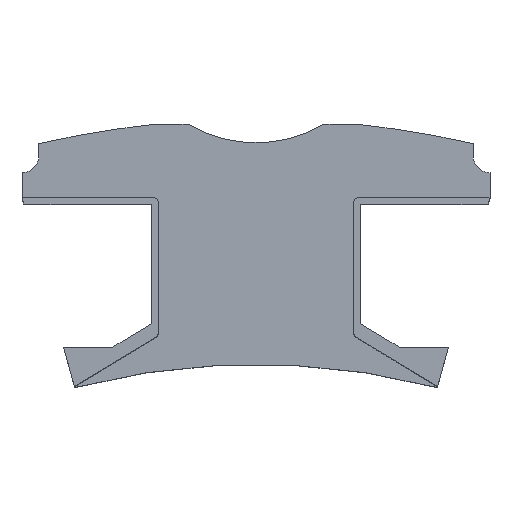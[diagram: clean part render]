
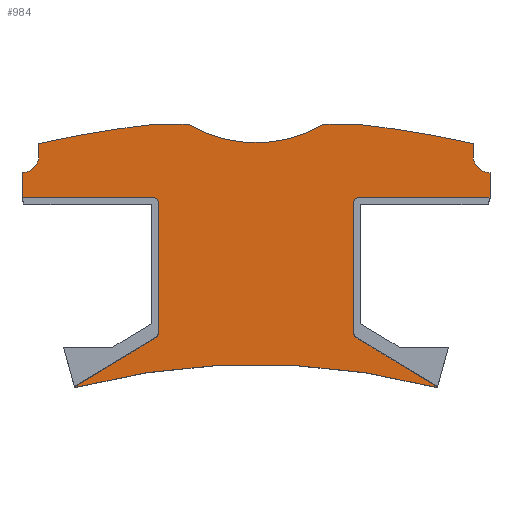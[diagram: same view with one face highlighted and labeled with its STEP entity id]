
A CAD part, top view. The second image highlights one B-rep face of the part: STEP entity #984.
In plain terms, the highlighted planar face has unit normal (0, 0, 1).
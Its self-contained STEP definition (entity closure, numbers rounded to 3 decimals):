
#54=CARTESIAN_POINT('',(-6.15,52.5,0.));
#55=DIRECTION('',(0.,0.,-1.));
#56=DIRECTION('',(0.,1.,0.));
#57=AXIS2_PLACEMENT_3D('',#54,#55,#56);
#63=DIRECTION('',(0.,-1.,0.));
#64=VECTOR('',#63,7.816);
#65=CARTESIAN_POINT('',(-5.85,52.5,0.));
#66=LINE('',#65,#64);
#75=DIRECTION('',(-1.,0.,0.));
#76=VECTOR('',#75,2.);
#77=CARTESIAN_POINT('',(6.064,57.209,0.));
#78=LINE('',#77,#76);
#79=CARTESIAN_POINT('',(0.,0.,0.));
#80=DIRECTION('',(0.,0.,-1.));
#81=DIRECTION('',(0.105,0.994,0.));
#82=AXIS2_PLACEMENT_3D('',#79,#80,#81);
#84=DIRECTION('',(0.,1.,0.));
#85=VECTOR('',#84,0.741);
#86=CARTESIAN_POINT('',(13.,55.3,0.));
#87=LINE('',#86,#85);
#88=DIRECTION('',(0.,-1.,0.));
#89=VECTOR('',#88,1.5);
#90=CARTESIAN_POINT('',(14.,54.3,0.));
#91=LINE('',#90,#89);
#92=DIRECTION('',(-0.268,-0.964,0.));
#93=VECTOR('',#92,0.04);
#94=CARTESIAN_POINT('',(10.86,41.492,0.));
#95=LINE('',#94,#93);
#96=CARTESIAN_POINT('',(0.,0.,0.));
#97=DIRECTION('',(0.,0.,1.));
#98=DIRECTION('',(0.253,0.967,0.));
#99=AXIS2_PLACEMENT_3D('',#96,#97,#98);
#101=DIRECTION('',(-0.268,0.964,0.));
#102=VECTOR('',#101,0.04);
#103=CARTESIAN_POINT('',(-10.85,41.454,0.));
#104=LINE('',#103,#102);
#105=DIRECTION('',(0.,1.,0.));
#106=VECTOR('',#105,1.5);
#107=CARTESIAN_POINT('',(-14.,52.8,0.));
#108=LINE('',#107,#106);
#109=DIRECTION('',(0.,-1.,0.));
#110=VECTOR('',#109,0.741);
#111=CARTESIAN_POINT('',(-13.,56.041,0.));
#112=LINE('',#111,#110);
#113=CARTESIAN_POINT('',(0.,0.,0.));
#114=DIRECTION('',(0.,0.,-1.));
#115=DIRECTION('',(-0.226,0.974,0.));
#116=AXIS2_PLACEMENT_3D('',#113,#114,#115);
#118=DIRECTION('',(-1.,0.,0.));
#119=VECTOR('',#118,2.);
#120=CARTESIAN_POINT('',(-4.064,57.209,0.));
#121=LINE('',#120,#119);
#122=CARTESIAN_POINT('',(0.,64.1,0.));
#123=DIRECTION('',(0.,0.,-1.));
#124=DIRECTION('',(0.508,-0.861,0.));
#125=AXIS2_PLACEMENT_3D('',#122,#123,#124);
#260=CARTESIAN_POINT('',(-14.,55.3,0.));
#261=DIRECTION('',(0.,0.,-1.));
#262=DIRECTION('',(1.,0.,0.));
#263=AXIS2_PLACEMENT_3D('',#260,#261,#262);
#440=DIRECTION('',(-0.856,-0.517,0.));
#441=VECTOR('',#440,5.682);
#442=CARTESIAN_POINT('',(-5.995,44.427,0.));
#443=LINE('',#442,#441);
#452=CARTESIAN_POINT('',(-6.15,44.684,0.));
#453=DIRECTION('',(0.,0.,-1.));
#454=DIRECTION('',(1.,0.,0.));
#455=AXIS2_PLACEMENT_3D('',#452,#453,#454);
#494=DIRECTION('',(-0.856,0.517,0.));
#495=VECTOR('',#494,5.682);
#496=CARTESIAN_POINT('',(10.86,41.492,0.));
#497=LINE('',#496,#495);
#498=CARTESIAN_POINT('',(6.15,44.684,0.));
#499=DIRECTION('',(0.,0.,-1.));
#500=DIRECTION('',(-0.517,-0.856,0.));
#501=AXIS2_PLACEMENT_3D('',#498,#499,#500);
#515=DIRECTION('',(0.,1.,0.));
#516=VECTOR('',#515,7.816);
#517=CARTESIAN_POINT('',(5.85,44.684,0.));
#518=LINE('',#517,#516);
#519=CARTESIAN_POINT('',(6.15,52.5,0.));
#520=DIRECTION('',(0.,0.,-1.));
#521=DIRECTION('',(-1.,0.,0.));
#522=AXIS2_PLACEMENT_3D('',#519,#520,#521);
#528=DIRECTION('',(1.,0.,0.));
#529=VECTOR('',#528,7.85);
#530=CARTESIAN_POINT('',(6.15,52.8,0.));
#531=LINE('',#530,#529);
#553=CARTESIAN_POINT('',(14.,55.3,0.));
#554=DIRECTION('',(0.,0.,-1.));
#555=DIRECTION('',(0.,-1.,0.));
#556=AXIS2_PLACEMENT_3D('',#553,#554,#555);
#638=DIRECTION('',(1.,0.,0.));
#639=VECTOR('',#638,7.85);
#640=CARTESIAN_POINT('',(-14.,52.8,0.));
#641=LINE('',#640,#639);
#654=CARTESIAN_POINT('',(-14.,52.8,0.));
#655=VERTEX_POINT('',#654);
#656=CARTESIAN_POINT('',(-10.86,41.492,0.));
#658=VERTEX_POINT('',#656);
#660=CARTESIAN_POINT('',(14.,52.8,0.));
#661=VERTEX_POINT('',#660);
#662=CARTESIAN_POINT('',(10.86,41.492,0.));
#664=VERTEX_POINT('',#662);
#666=CARTESIAN_POINT('',(10.85,41.454,0.));
#667=VERTEX_POINT('',#666);
#668=CARTESIAN_POINT('',(-10.85,41.454,0.));
#669=VERTEX_POINT('',#668);
#770=CARTESIAN_POINT('',(13.,56.041,0.));
#772=VERTEX_POINT('',#770);
#774=CARTESIAN_POINT('',(-13.,56.041,0.));
#776=VERTEX_POINT('',#774);
#779=CARTESIAN_POINT('',(13.,55.3,0.));
#781=VERTEX_POINT('',#779);
#783=CARTESIAN_POINT('',(14.,54.3,0.));
#785=VERTEX_POINT('',#783);
#787=CARTESIAN_POINT('',(-14.,54.3,0.));
#789=VERTEX_POINT('',#787);
#791=CARTESIAN_POINT('',(-13.,55.3,0.));
#793=VERTEX_POINT('',#791);
#794=CARTESIAN_POINT('',(6.064,57.209,0.));
#795=CARTESIAN_POINT('',(4.064,57.209,0.));
#796=VERTEX_POINT('',#794);
#797=VERTEX_POINT('',#795);
#798=CARTESIAN_POINT('',(-4.064,57.209,0.));
#799=CARTESIAN_POINT('',(-6.064,57.209,0.));
#800=VERTEX_POINT('',#798);
#801=VERTEX_POINT('',#799);
#811=CARTESIAN_POINT('',(-5.85,52.5,0.));
#813=VERTEX_POINT('',#811);
#816=CARTESIAN_POINT('',(-6.15,52.8,0.));
#817=VERTEX_POINT('',#816);
#819=CARTESIAN_POINT('',(-5.995,44.427,0.));
#821=VERTEX_POINT('',#819);
#824=CARTESIAN_POINT('',(-5.85,44.684,0.));
#825=VERTEX_POINT('',#824);
#827=CARTESIAN_POINT('',(6.15,52.8,0.));
#829=VERTEX_POINT('',#827);
#832=CARTESIAN_POINT('',(5.85,52.5,0.));
#833=VERTEX_POINT('',#832);
#835=CARTESIAN_POINT('',(5.85,44.684,0.));
#837=VERTEX_POINT('',#835);
#840=CARTESIAN_POINT('',(5.995,44.427,0.));
#841=VERTEX_POINT('',#840);
#931=CARTESIAN_POINT('',(0.,0.,0.));
#932=DIRECTION('',(0.,0.,-1.));
#933=DIRECTION('',(-1.,0.,0.));
#934=AXIS2_PLACEMENT_3D('',#931,#932,#933);
#935=PLANE('',#934);
#937=ORIENTED_EDGE('',*,*,#936,.F.);
#939=ORIENTED_EDGE('',*,*,#938,.T.);
#941=ORIENTED_EDGE('',*,*,#940,.F.);
#943=ORIENTED_EDGE('',*,*,#942,.F.);
#945=ORIENTED_EDGE('',*,*,#944,.T.);
#947=ORIENTED_EDGE('',*,*,#946,.F.);
#949=ORIENTED_EDGE('',*,*,#948,.F.);
#951=ORIENTED_EDGE('',*,*,#950,.F.);
#953=ORIENTED_EDGE('',*,*,#952,.F.);
#955=ORIENTED_EDGE('',*,*,#954,.F.);
#957=ORIENTED_EDGE('',*,*,#956,.T.);
#959=ORIENTED_EDGE('',*,*,#958,.T.);
#961=ORIENTED_EDGE('',*,*,#960,.T.);
#963=ORIENTED_EDGE('',*,*,#962,.F.);
#965=ORIENTED_EDGE('',*,*,#964,.F.);
#966=ORIENTED_EDGE('',*,*,#923,.F.);
#967=ORIENTED_EDGE('',*,*,#912,.F.);
#969=ORIENTED_EDGE('',*,*,#968,.F.);
#971=ORIENTED_EDGE('',*,*,#970,.T.);
#973=ORIENTED_EDGE('',*,*,#972,.F.);
#975=ORIENTED_EDGE('',*,*,#974,.F.);
#977=ORIENTED_EDGE('',*,*,#976,.T.);
#979=ORIENTED_EDGE('',*,*,#978,.F.);
#981=ORIENTED_EDGE('',*,*,#980,.F.);
#982=EDGE_LOOP('',(#937,#939,#941,#943,#945,#947,#949,#951,#953,#955,#957,#959,
#961,#963,#965,#966,#967,#969,#971,#973,#975,#977,#979,#981));
#983=FACE_OUTER_BOUND('',#982,.F.);
#984=ADVANCED_FACE('',(#983),#935,.F.);
#58=CIRCLE('',#57,0.3);
#83=CIRCLE('',#82,57.529);
#100=CIRCLE('',#99,42.85);
#117=CIRCLE('',#116,57.529);
#126=CIRCLE('',#125,8.);
#264=CIRCLE('',#263,1.);
#456=CIRCLE('',#455,0.3);
#502=CIRCLE('',#501,0.3);
#523=CIRCLE('',#522,0.3);
#557=CIRCLE('',#556,1.);
#912=EDGE_CURVE('',#817,#813,#58,.T.);
#923=EDGE_CURVE('',#813,#825,#66,.T.);
#936=EDGE_CURVE('',#796,#797,#78,.T.);
#938=EDGE_CURVE('',#796,#772,#83,.T.);
#940=EDGE_CURVE('',#781,#772,#87,.T.);
#942=EDGE_CURVE('',#785,#781,#557,.T.);
#944=EDGE_CURVE('',#785,#661,#91,.T.);
#946=EDGE_CURVE('',#829,#661,#531,.T.);
#948=EDGE_CURVE('',#833,#829,#523,.T.);
#950=EDGE_CURVE('',#837,#833,#518,.T.);
#952=EDGE_CURVE('',#841,#837,#502,.T.);
#954=EDGE_CURVE('',#664,#841,#497,.T.);
#956=EDGE_CURVE('',#664,#667,#95,.T.);
#958=EDGE_CURVE('',#667,#669,#100,.T.);
#960=EDGE_CURVE('',#669,#658,#104,.T.);
#962=EDGE_CURVE('',#821,#658,#443,.T.);
#964=EDGE_CURVE('',#825,#821,#456,.T.);
#968=EDGE_CURVE('',#655,#817,#641,.T.);
#970=EDGE_CURVE('',#655,#789,#108,.T.);
#972=EDGE_CURVE('',#793,#789,#264,.T.);
#974=EDGE_CURVE('',#776,#793,#112,.T.);
#976=EDGE_CURVE('',#776,#801,#117,.T.);
#978=EDGE_CURVE('',#800,#801,#121,.T.);
#980=EDGE_CURVE('',#797,#800,#126,.T.);
